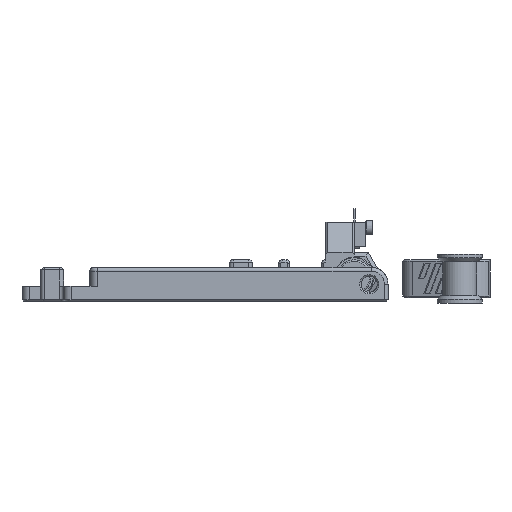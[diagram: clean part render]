
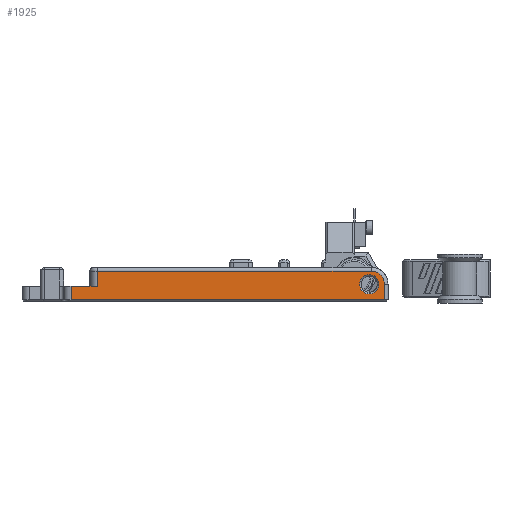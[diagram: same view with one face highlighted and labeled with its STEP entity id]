
A CAD part, front view. The second image highlights one B-rep face of the part: STEP entity #1925.
In plain terms, the highlighted face is planar.
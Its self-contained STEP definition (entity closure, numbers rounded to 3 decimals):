
#738 = VERTEX_POINT('',#739);
#739 = CARTESIAN_POINT('',(2.,-5.,70.));
#746 = EDGE_CURVE('',#747,#738,#749,.T.);
#747 = VERTEX_POINT('',#748);
#748 = CARTESIAN_POINT('',(7.,-5.,70.));
#749 = LINE('',#750,#751);
#750 = CARTESIAN_POINT('',(7.,-5.,70.));
#751 = VECTOR('',#752,1.);
#752 = DIRECTION('',(-1.,0.,0.));
#754 = EDGE_CURVE('',#747,#755,#757,.T.);
#755 = VERTEX_POINT('',#756);
#756 = CARTESIAN_POINT('',(9.,-5.,70.));
#757 = LINE('',#758,#759);
#758 = CARTESIAN_POINT('',(0.961,-5.,70.));
#759 = VECTOR('',#760,1.);
#760 = DIRECTION('',(1.,0.,0.));
#1281 = VERTEX_POINT('',#1282);
#1282 = CARTESIAN_POINT('',(2.,-8.6,70.));
#1329 = EDGE_CURVE('',#1281,#1330,#1332,.T.);
#1330 = VERTEX_POINT('',#1331);
#1331 = CARTESIAN_POINT('',(85.,-8.6,70.));
#1332 = LINE('',#1333,#1334);
#1333 = CARTESIAN_POINT('',(2.,-8.6,70.));
#1334 = VECTOR('',#1335,1.);
#1335 = DIRECTION('',(1.,0.,0.));
#1912 = EDGE_CURVE('',#738,#1281,#1913,.T.);
#1913 = LINE('',#1914,#1915);
#1914 = CARTESIAN_POINT('',(2.,-5.,70.));
#1915 = VECTOR('',#1916,1.);
#1916 = DIRECTION('',(0.,-1.,0.));
#1925 = ADVANCED_FACE('',(#1926,#1963),#1974,.T.);
#1926 = FACE_BOUND('',#1927,.T.);
#1927 = EDGE_LOOP('',(#1928,#1936,#1945,#1953,#1959,#1960,#1961,#1962));
#1928 = ORIENTED_EDGE('',*,*,#1929,.F.);
#1929 = EDGE_CURVE('',#1930,#1330,#1932,.T.);
#1930 = VERTEX_POINT('',#1931);
#1931 = CARTESIAN_POINT('',(85.,-4.5,70.));
#1932 = LINE('',#1933,#1934);
#1933 = CARTESIAN_POINT('',(85.,-4.5,70.));
#1934 = VECTOR('',#1935,1.);
#1935 = DIRECTION('',(0.,-1.,0.));
#1936 = ORIENTED_EDGE('',*,*,#1937,.F.);
#1937 = EDGE_CURVE('',#1938,#1930,#1940,.T.);
#1938 = VERTEX_POINT('',#1939);
#1939 = CARTESIAN_POINT('',(81.5,-1.,70.));
#1940 = CIRCLE('',#1941,3.5);
#1941 = AXIS2_PLACEMENT_3D('',#1942,#1943,#1944);
#1942 = CARTESIAN_POINT('',(81.5,-4.5,70.));
#1943 = DIRECTION('',(0.,0.,-1.));
#1944 = DIRECTION('',(0.,1.,0.));
#1945 = ORIENTED_EDGE('',*,*,#1946,.F.);
#1946 = EDGE_CURVE('',#1947,#1938,#1949,.T.);
#1947 = VERTEX_POINT('',#1948);
#1948 = CARTESIAN_POINT('',(9.,-1.,70.));
#1949 = LINE('',#1950,#1951);
#1950 = CARTESIAN_POINT('',(9.,-1.,70.));
#1951 = VECTOR('',#1952,1.);
#1952 = DIRECTION('',(1.,0.,0.));
#1953 = ORIENTED_EDGE('',*,*,#1954,.T.);
#1954 = EDGE_CURVE('',#1947,#755,#1955,.T.);
#1955 = LINE('',#1956,#1957);
#1956 = CARTESIAN_POINT('',(9.,0.,70.));
#1957 = VECTOR('',#1958,1.);
#1958 = DIRECTION('',(0.,-1.,0.));
#1959 = ORIENTED_EDGE('',*,*,#754,.F.);
#1960 = ORIENTED_EDGE('',*,*,#746,.T.);
#1961 = ORIENTED_EDGE('',*,*,#1912,.T.);
#1962 = ORIENTED_EDGE('',*,*,#1329,.T.);
#1963 = FACE_BOUND('',#1964,.T.);
#1964 = EDGE_LOOP('',(#1965));
#1965 = ORIENTED_EDGE('',*,*,#1966,.F.);
#1966 = EDGE_CURVE('',#1967,#1967,#1969,.T.);
#1967 = VERTEX_POINT('',#1968);
#1968 = CARTESIAN_POINT('',(83.55,-4.5,70.));
#1969 = CIRCLE('',#1970,2.55);
#1970 = AXIS2_PLACEMENT_3D('',#1971,#1972,#1973);
#1971 = CARTESIAN_POINT('',(81.,-4.5,70.));
#1972 = DIRECTION('',(0.,0.,1.));
#1973 = DIRECTION('',(1.,0.,0.));
#1974 = PLANE('',#1975);
#1975 = AXIS2_PLACEMENT_3D('',#1976,#1977,#1978);
#1976 = CARTESIAN_POINT('',(0.,0.,70.));
#1977 = DIRECTION('',(0.,0.,1.));
#1978 = DIRECTION('',(1.,0.,0.));
